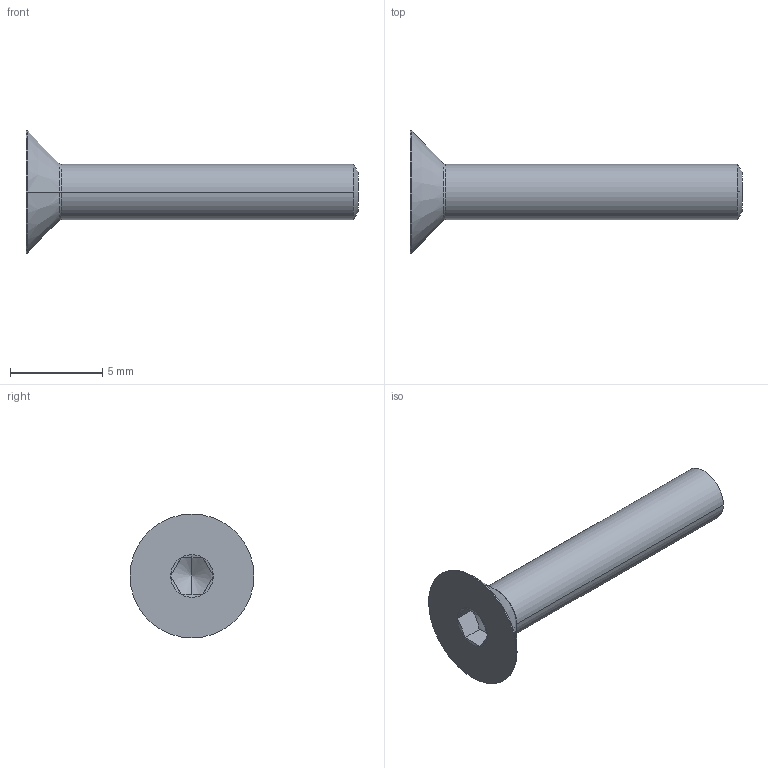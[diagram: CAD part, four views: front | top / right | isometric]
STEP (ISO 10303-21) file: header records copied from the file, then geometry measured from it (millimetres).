
FILE_DESCRIPTION (( 'STEP AP214' ), '1' );
FILE_NAME ('M3¡Á18 Flush Head Screw.step', '2018-06-21T12:58:32', ( 'User' ), ( 'china' ), 'SwSTEP 2.0', 'SolidWorks 2016', '' );
FILE_SCHEMA (( 'AUTOMOTIVE_DESIGN' ));
Length unit declared in the file: millimetre
Products named in the file (1): M3×18 Flush Head Screw
Bounding box: 18 x 6.72 x 6.72 mm (x, y, z)
Volume: 146.1 mm3; surface area: 242 mm2
Topology: 1 solids, 1 shells, 27 faces, 57 edges, 31 vertices
Faces by surface type: cone 13, plane 8, cylinder 4, torus 2
Entity records: 785 total; most frequent: CARTESIAN_POINT 177, DIRECTION 119, ORIENTED_EDGE 110, EDGE_CURVE 55, AXIS2_PLACEMENT_3D 51, VERTEX_POINT 31, EDGE_LOOP 28, FACE_OUTER_BOUND 27
